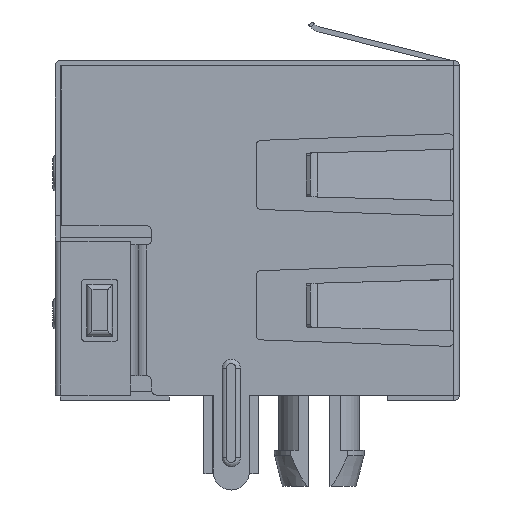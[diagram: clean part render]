
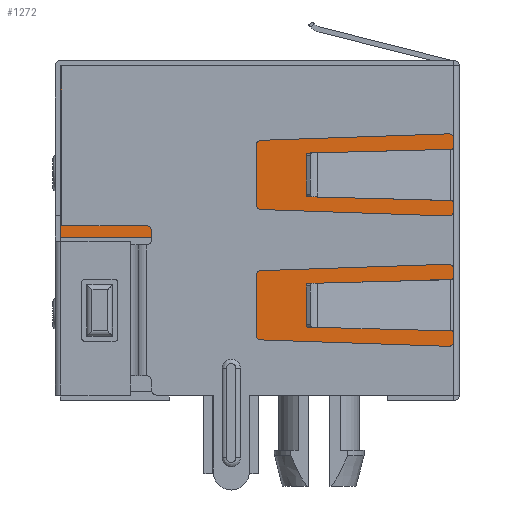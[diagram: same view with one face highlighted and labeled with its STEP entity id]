
A CAD part, left-side view. The second image highlights one B-rep face of the part: STEP entity #1272.
In plain terms, the highlighted planar face has unit normal (-1, 0, 0).
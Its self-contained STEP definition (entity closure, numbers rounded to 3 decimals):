
#1272=ADVANCED_FACE('',(#3164),#3165,.T.);
#3164=FACE_OUTER_BOUND('',#5713,.T.);
#3165=PLANE('',#5714);
#5713=EDGE_LOOP('',(#9884,#9885,#9886,#9887,#9888,#9889,#9890,#9891));
#5714=AXIS2_PLACEMENT_3D('',#9892,#9893,#9894);
#9884=ORIENTED_EDGE('',*,*,#16607,.F.);
#9885=ORIENTED_EDGE('',*,*,#16608,.T.);
#9886=ORIENTED_EDGE('',*,*,#16609,.T.);
#9887=ORIENTED_EDGE('',*,*,#16583,.F.);
#9888=ORIENTED_EDGE('',*,*,#16235,.F.);
#9889=ORIENTED_EDGE('',*,*,#16227,.T.);
#9890=ORIENTED_EDGE('',*,*,#16568,.T.);
#9891=ORIENTED_EDGE('',*,*,#16602,.T.);
#9892=CARTESIAN_POINT('',(-8.05,-7.675,-6.42));
#9893=DIRECTION('',(-1.0,0.0,0.0));
#9894=DIRECTION('',(0.0,0.0,1.0));
#16227=EDGE_CURVE('',#19697,#19698,#19699,.T.);
#16235=EDGE_CURVE('',#19697,#19712,#19713,.T.);
#16568=EDGE_CURVE('',#19698,#20244,#20245,.T.);
#16583=EDGE_CURVE('',#19712,#20268,#20269,.T.);
#16602=EDGE_CURVE('',#20244,#20297,#20299,.T.);
#16607=EDGE_CURVE('',#20305,#20297,#20306,.T.);
#16608=EDGE_CURVE('',#20305,#20307,#20308,.T.);
#16609=EDGE_CURVE('',#20307,#20268,#20309,.T.);
#19697=VERTEX_POINT('',#24860);
#19698=VERTEX_POINT('',#24861);
#19699=LINE('',#24862,#24863);
#19712=VERTEX_POINT('',#24882);
#19713=LINE('',#24883,#24884);
#20244=VERTEX_POINT('',#25686);
#20245=LINE('',#25687,#25688);
#20268=VERTEX_POINT('',#25723);
#20269=LINE('',#25724,#25725);
#20297=VERTEX_POINT('',#25767);
#20299=LINE('',#25770,#25771);
#20305=VERTEX_POINT('',#25780);
#20306=LINE('',#25781,#25782);
#20307=VERTEX_POINT('',#25783);
#20308=LINE('',#25784,#25785);
#20309=LINE('',#25786,#25787);
#24860=CARTESIAN_POINT('',(-8.05,-4.675,-6.22));
#24861=CARTESIAN_POINT('',(-8.05,-7.675,-6.22));
#24862=CARTESIAN_POINT('',(-8.05,-4.675,-6.22));
#24863=VECTOR('',#31120,1000.0);
#24882=CARTESIAN_POINT('',(-8.05,-4.675,-6.42));
#24883=CARTESIAN_POINT('',(-8.05,-4.675,-6.22));
#24884=VECTOR('',#31127,1000.0);
#25686=CARTESIAN_POINT('',(-8.05,-7.675,6.42));
#25687=CARTESIAN_POINT('',(-8.05,-7.675,-6.42));
#25688=VECTOR('',#31399,1000.0);
#25723=CARTESIAN_POINT('',(-8.05,3.425,-6.42));
#25724=CARTESIAN_POINT('',(-8.05,-7.675,-6.42));
#25725=VECTOR('',#31412,1000.0);
#25767=CARTESIAN_POINT('',(-8.05,7.675,6.42));
#25770=CARTESIAN_POINT('',(-8.05,-7.675,6.42));
#25771=VECTOR('',#31431,1000.0);
#25780=CARTESIAN_POINT('',(-8.05,7.675,-0.28));
#25781=CARTESIAN_POINT('',(-8.05,7.675,-6.42));
#25782=VECTOR('',#31435,1000.0);
#25783=CARTESIAN_POINT('',(-8.05,3.425,-0.28));
#25784=CARTESIAN_POINT('',(-8.05,7.675,-0.28));
#25785=VECTOR('',#31436,1000.0);
#25786=CARTESIAN_POINT('',(-8.05,3.425,-4.28));
#25787=VECTOR('',#31437,1000.0);
#31120=DIRECTION('',(0.0,-1.0,0.0));
#31127=DIRECTION('',(0.0,0.0,-1.0));
#31399=DIRECTION('',(0.0,0.0,1.0));
#31412=DIRECTION('',(0.0,1.0,0.0));
#31431=DIRECTION('',(0.0,1.0,0.0));
#31435=DIRECTION('',(0.0,0.0,1.0));
#31436=DIRECTION('',(0.0,-1.0,0.0));
#31437=DIRECTION('',(0.0,0.0,-1.0));
